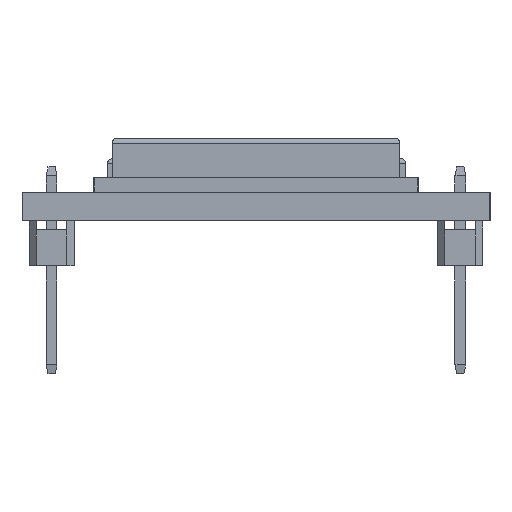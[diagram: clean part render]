
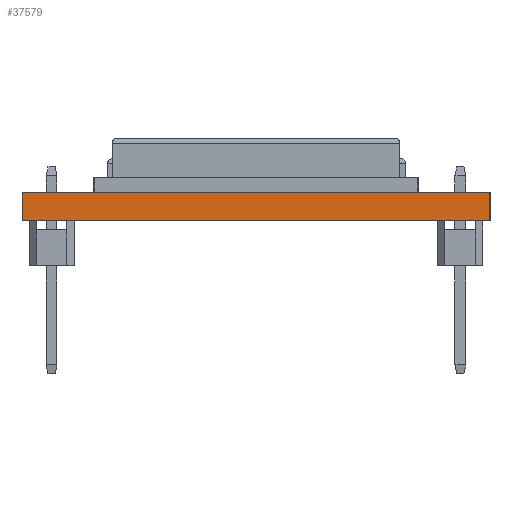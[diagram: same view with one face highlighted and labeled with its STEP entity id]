
A CAD part, front view. The second image highlights one B-rep face of the part: STEP entity #37579.
In plain terms, the highlighted planar face has unit normal (0, -1, 0).
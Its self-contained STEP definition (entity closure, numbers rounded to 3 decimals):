
#2093=FACE_OUTER_BOUND('',#4046,.T.);
#4046=EDGE_LOOP('',(#28560,#28561,#28562,#28563));
#7697=LINE('',#55993,#12341);
#7698=LINE('',#55996,#12342);
#7699=LINE('',#55998,#12343);
#7700=LINE('',#55999,#12344);
#12341=VECTOR('',#45886,10.);
#12342=VECTOR('',#45889,10.);
#12343=VECTOR('',#45890,10.);
#12344=VECTOR('',#45891,10.);
#16235=VERTEX_POINT('',#55986);
#16238=VERTEX_POINT('',#55991);
#16239=VERTEX_POINT('',#55995);
#16240=VERTEX_POINT('',#55997);
#20630=EDGE_CURVE('',#16235,#16238,#7697,.T.);
#20631=EDGE_CURVE('',#16239,#16235,#7698,.T.);
#20632=EDGE_CURVE('',#16240,#16238,#7699,.T.);
#20633=EDGE_CURVE('',#16239,#16240,#7700,.T.);
#28560=ORIENTED_EDGE('',*,*,#20631,.T.);
#28561=ORIENTED_EDGE('',*,*,#20630,.T.);
#28562=ORIENTED_EDGE('',*,*,#20632,.F.);
#28563=ORIENTED_EDGE('',*,*,#20633,.F.);
#34560=PLANE('',#39806);
#37579=ADVANCED_FACE('',(#2093),#34560,.T.);
#39806=AXIS2_PLACEMENT_3D('',#55994,#45887,#45888);
#45886=DIRECTION('',(0.,0.,1.));
#45887=DIRECTION('center_axis',(0.,-1.,0.));
#45888=DIRECTION('ref_axis',(1.,0.,0.));
#45889=DIRECTION('',(1.,0.,0.));
#45890=DIRECTION('',(1.,0.,0.));
#45891=DIRECTION('',(0.,0.,1.));
#55986=CARTESIAN_POINT('',(22.,-25.5,0.));
#55991=CARTESIAN_POINT('',(22.,-25.5,1.56));
#55993=CARTESIAN_POINT('',(22.,-25.5,0.));
#55994=CARTESIAN_POINT('Origin',(-4.,-25.5,0.));
#55995=CARTESIAN_POINT('',(-4.,-25.5,0.));
#55996=CARTESIAN_POINT('',(-4.,-25.5,0.));
#55997=CARTESIAN_POINT('',(-4.,-25.5,1.56));
#55998=CARTESIAN_POINT('',(-4.,-25.5,1.56));
#55999=CARTESIAN_POINT('',(-4.,-25.5,0.));
